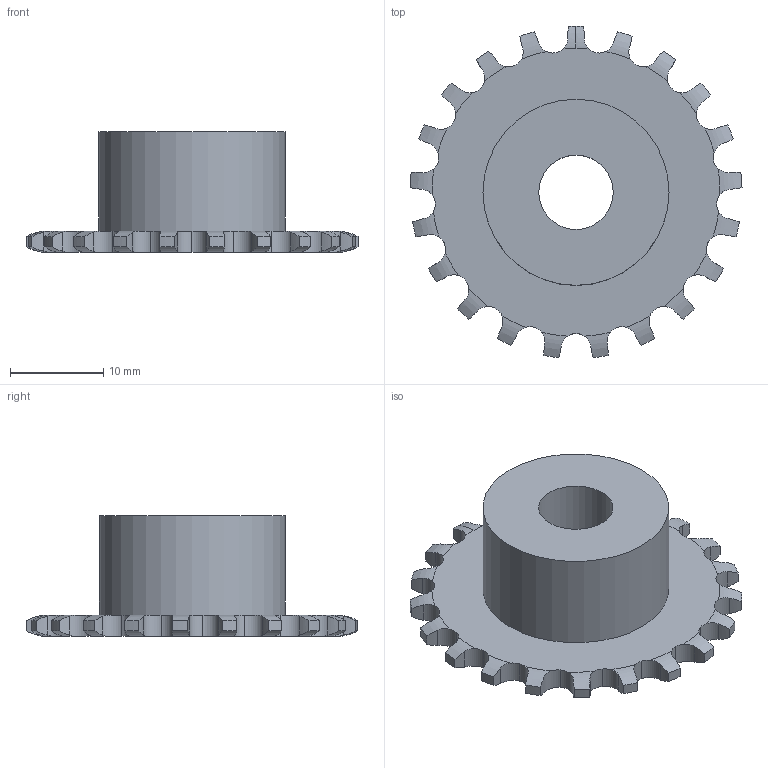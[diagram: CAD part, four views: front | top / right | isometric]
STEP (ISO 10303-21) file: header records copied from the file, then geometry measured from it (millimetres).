
FILE_DESCRIPTION(('FreeCAD Model'),'2;1');
FILE_NAME('Open CASCADE Shape Model','2021-02-24T19:02:12',('Author'),( ''),'Open CASCADE STEP processor 7.4','FreeCAD','Unknown');
FILE_SCHEMA(('AUTOMOTIVE_DESIGN { 1 0 10303 214 1 1 1 1 }'));
Length unit declared in the file: millimetre
Products named in the file (1): Hole
Bounding box: 35.68 x 35.6 x 13 mm (x, y, z)
Volume: 4606.5 mm3; surface area: 2924.7 mm2
Topology: 1 solids, 1 shells, 154 faces, 453 edges, 302 vertices
Faces by surface type: cylinder 107, revolution 44, plane 3
Full cylindrical faces by diameter (mm): 8 x1, 20 x1
Entity records: 17026 total; most frequent: CARTESIAN_POINT 8810, DIRECTION 1319, ORIENTED_EDGE 906, PCURVE 906, DEFINITIONAL_REPRESENTATION 906, LINE 543, VECTOR 543, B_SPLINE_CURVE_WITH_KNOTS 506
